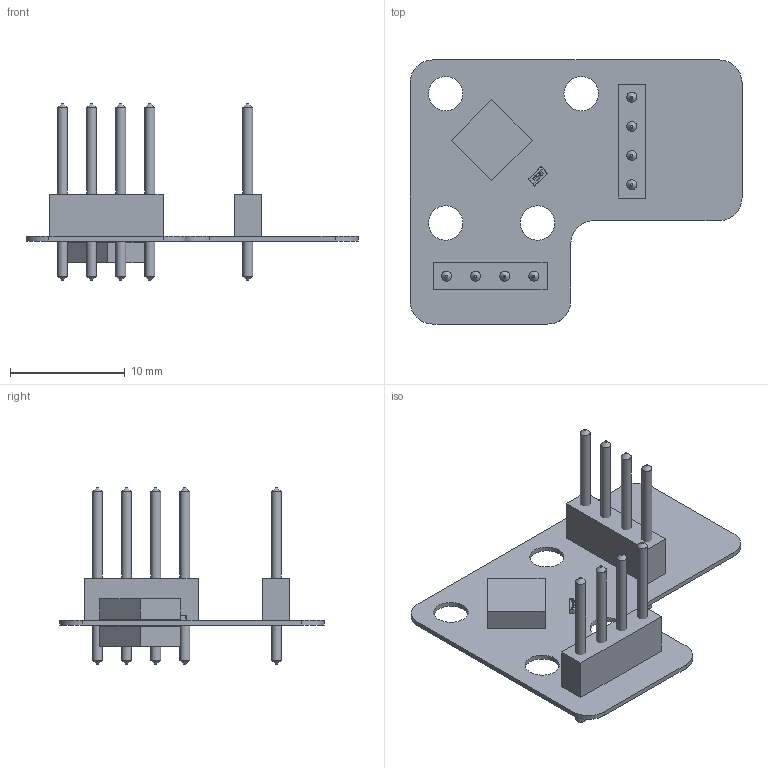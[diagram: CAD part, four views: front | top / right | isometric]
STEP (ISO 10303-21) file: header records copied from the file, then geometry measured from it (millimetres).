
FILE_DESCRIPTION(('Open CASCADE Model'),'2;1');
FILE_NAME('Open CASCADE Shape Model','2020-04-14T20:58:20',('Author'),( 'Open CASCADE'),'Open CASCADE STEP processor 6.8','Open CASCADE 6.8' ,'Unknown');
FILE_SCHEMA(('AUTOMOTIVE_DESIGN { 1 0 10303 214 1 1 1 1 }'));
Length unit declared in the file: millimetre
Products named in the file (30): PCB; Board; LED?; 6435828736; Body; ('pin',_'1'); ('pin',_'2'); ('pin',_'3'); ('pin',_'4'); ('pin',_'5'); ('pin',_'6'); R1; 0603_resistor; LED1; 6435828928; J1; 5679265920; SimpleBody; LeadsArray; 6435828544
Assembly tree (29 placements, depth 4):
  PCB
    Board
    LED?
      6435828736
        Body
        ('pin',_'1')
        ('pin',_'2')
        ('pin',_'3')
        ('pin',_'4')
        ('pin',_'5')
        ('pin',_'6')
    R1
      0603_resistor
    LED1
      6435828928
        Body
        ('pin',_'1')
        ('pin',_'2')
        ('pin',_'3')
        ('pin',_'4')
        ('pin',_'5')
        ('pin',_'6')
    J1
      5679265920
        SimpleBody
        LeadsArray
    J1
      6435828544
        SimpleBody
        LeadsArray
Bounding box: 28.91 x 23 x 15.36 mm (x, y, z)
Volume: 537.7 mm3; surface area: 1874.5 mm2
Topology: 27 solids, 27 shells, 207 faces, 486 edges, 340 vertices
Faces by surface type: plane 165, cylinder 26, cone 16
Full cylindrical faces by diameter (mm): 0.87 x8, 1.05 x8, 3 x4
Entity records: 7098 total; most frequent: CARTESIAN_POINT 1249, DIRECTION 1009, ORIENTED_EDGE 972, EDGE_CURVE 486, LINE 399, VECTOR 399, VERTEX_POINT 340, AXIS2_PLACEMENT_3D 305
